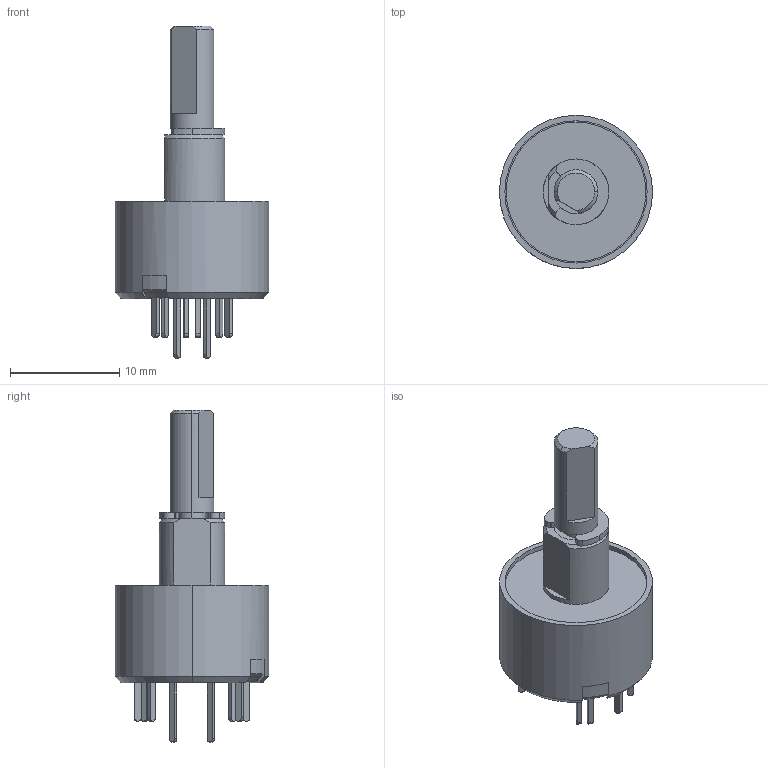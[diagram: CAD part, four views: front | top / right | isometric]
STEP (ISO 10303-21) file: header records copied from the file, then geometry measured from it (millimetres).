
FILE_DESCRIPTION (( 'STEP AP203' ), '1' );
FILE_NAME ('3ﾏ2ﾍ 33 IP48(40).STEP', '2020-09-03T07:08:47', ( '' ), ( '' ), 'SwSTEP 2.0', 'SolidWorks 2017', '' );
FILE_SCHEMA (( 'CONFIG_CONTROL_DESIGN' ));
Length unit declared in the file: millimetre
Products named in the file (19): ÌÏÍ3 Ïðóæèíêà Ô ïðÿìàÿ; ÌÏÍ3 ðîòîð 4Í; ÌÏÍ3 Êîíòàêò íà 180; ÌÏÍ3 10Ï âûâîä-oa7; 扻錪犩 諘瀁謺鍷; 匀棠.754175.002 暑朦鲱 箫腩蝽栩咫铄; �����_3�2�; 扻豵鵨; ÌÏÍ3 10Ï îñíîâàíèå; ÔÈÌÄ-Ý.18.27 Óçåë ôèêñàöèè; 3ﾏ2ﾍ 33 IP48(40); ﾔﾈﾌﾄ-ﾝ.18.34 ﾂ琿_33; 櫻蠉錪2
Assembly tree (17 placements, depth 3):
  ÌÏÍ3 Ïðóæèíêà Ô ïðÿìàÿ
  ÌÏÍ3 ðîòîð 4Í
  3ﾏ2ﾍ 33 IP48(40)
    ÔÈÌÄ-Ý.18.27 Óçåë ôèêñàöèè
      扻豵鵨
      扻錪犩 諘瀁謺鍷
      匀棠.754175.002 暑朦鲱 箫腩蝽栩咫铄  x2
    �����_3�2�
      ÌÏÍ3 Êîíòàêò íà 180
      ÌÏÍ3 10Ï âûâîä-oa7
      ÌÏÍ3 10Ï îñíîâàíèå
      ÌÏÍ3 Êîíòàêò íà 180
      ÌÏÍ3 10Ï âûâîä-oa7
      ÌÏÍ3 10Ï âûâîä-oa7
      ÌÏÍ3 10Ï âûâîä-oa7
      ÌÏÍ3 10Ï âûâîä-oa7
      ÌÏÍ3 10Ï âûâîä-oa7
      櫻蠉錪2
    ﾔﾈﾌﾄ-ﾝ.18.34 ﾂ琿_33
Bounding box: 14 x 14 x 30.35 mm (x, y, z)
Volume: 1042.7 mm3; surface area: 2517.8 mm2
Topology: 15 solids, 15 shells, 273 faces, 645 edges, 422 vertices
Faces by surface type: plane 153, cylinder 72, bspline 28, cone 20
Entity records: 10108 total; most frequent: CARTESIAN_POINT 1906, DIRECTION 1291, ORIENTED_EDGE 1274, EDGE_CURVE 637, AXIS2_PLACEMENT_3D 447, VERTEX_POINT 418, VECTOR 397, LINE 397
